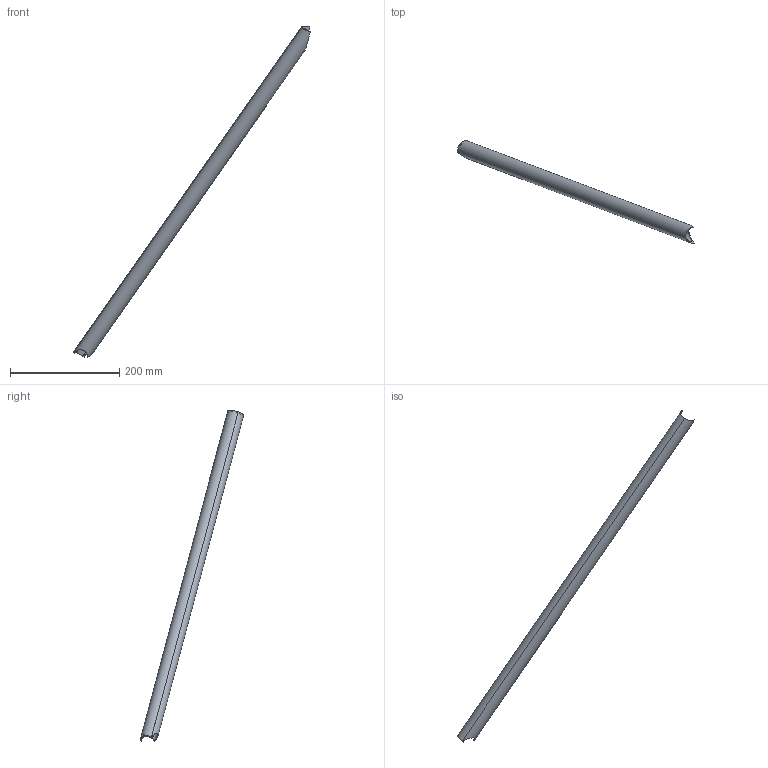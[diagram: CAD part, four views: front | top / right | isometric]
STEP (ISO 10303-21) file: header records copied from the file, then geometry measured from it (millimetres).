
FILE_DESCRIPTION(('STEP AP214'),'1');
FILE_NAME('59.stp','2018-12-06T12:35:42',(' '),(' '),'Spatial InterOp 3D',' ',' ');
FILE_SCHEMA(('automotive_design'));
Length unit declared in the file: metre
Products named in the file (1): Corps1
Bounding box: 433.89 x 189.18 x 607.48 mm (x, y, z)
Volume: 97457.5 mm3; surface area: 130551.9 mm2
Topology: 1 solids, 1 shells, 14 faces, 48 edges, 34 vertices
Faces by surface type: cylinder 12, plane 2
Entity records: 1182 total; most frequent: CARTESIAN_POINT 659, ORIENTED_EDGE 96, DIRECTION 64, EDGE_CURVE 48, VERTEX_POINT 34, AXIS2_PLACEMENT_3D 28, B_SPLINE_CURVE_WITH_KNOTS 27, STYLED_ITEM 15
